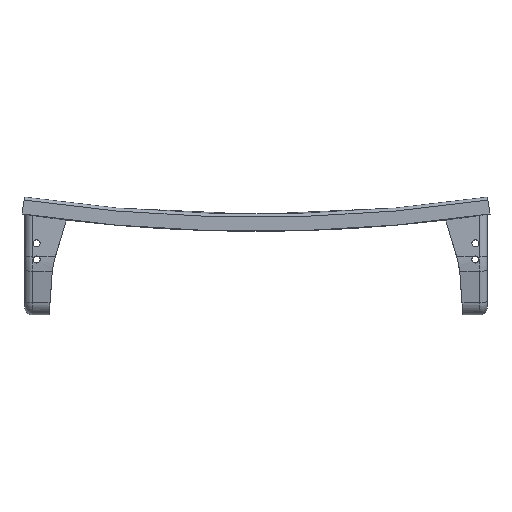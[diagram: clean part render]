
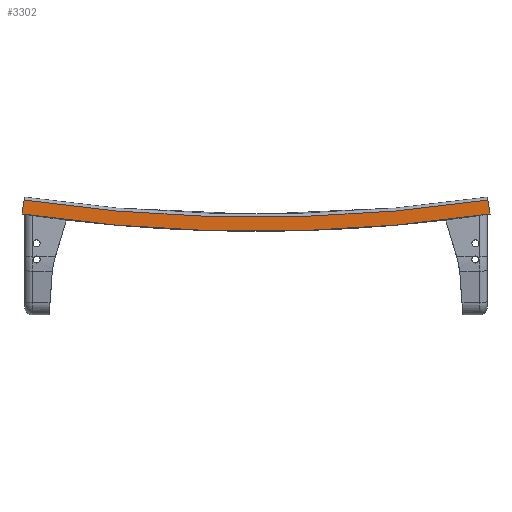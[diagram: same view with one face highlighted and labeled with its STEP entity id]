
A CAD part, top view. The second image highlights one B-rep face of the part: STEP entity #3302.
In plain terms, the highlighted planar face has unit normal (0, 0, 1).
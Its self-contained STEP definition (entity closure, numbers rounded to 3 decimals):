
#369 = EDGE_CURVE ( 'NONE', #3743, #3047, #1772, .T. ) ;
#509 = EDGE_LOOP ( 'NONE', ( #3757, #5468, #7716, #5963 ) ) ;
#735 = EDGE_CURVE ( 'NONE', #7779, #8518, #7276, .T. ) ;
#867 = CIRCLE ( 'NONE', #8090, 1567.382 ) ;
#1259 = CARTESIAN_POINT ( 'NONE',  ( 232.499, 0.185, 31.5 ) ) ;
#1390 = DIRECTION ( 'NONE',  ( 0., 0., -1. ) ) ;
#1550 = CARTESIAN_POINT ( 'NONE',  ( 0., 1564.382, 31.5 ) ) ;
#1555 = AXIS2_PLACEMENT_3D ( 'NONE', #5222, #1390, #7872 ) ;
#1772 = LINE ( 'NONE', #1811, #7665 ) ;
#1811 = CARTESIAN_POINT ( 'NONE',  ( -232.499, 0.185, 31.5 ) ) ;
#1989 = CARTESIAN_POINT ( 'NONE',  ( -230.441, 14.033, 31.5 ) ) ;
#2010 = CARTESIAN_POINT ( 'NONE',  ( -232.499, 0.185, 31.5 ) ) ;
#2227 = EDGE_CURVE ( 'NONE', #7779, #3743, #867, .T. ) ;
#3047 = VERTEX_POINT ( 'NONE', #2010 ) ;
#3295 = AXIS2_PLACEMENT_3D ( 'NONE', #7221, #6481, #4563 ) ;
#3302 = ADVANCED_FACE ( 'NONE', ( #3908 ), #8537, .F. ) ;
#3743 = VERTEX_POINT ( 'NONE', #1989 ) ;
#3757 = ORIENTED_EDGE ( 'NONE', *, *, #369, .T. ) ;
#3908 = FACE_OUTER_BOUND ( 'NONE', #509, .T. ) ;
#4424 = DIRECTION ( 'NONE',  ( -0.147, -0.989, 0. ) ) ;
#4563 = DIRECTION ( 'NONE',  ( 0.147, -0.989, 0. ) ) ;
#4965 = CARTESIAN_POINT ( 'NONE',  ( 230.441, 14.033, 31.5 ) ) ;
#5222 = CARTESIAN_POINT ( 'NONE',  ( 232.499, 0.185, 31.5 ) ) ;
#5468 = ORIENTED_EDGE ( 'NONE', *, *, #8516, .F. ) ;
#5963 = ORIENTED_EDGE ( 'NONE', *, *, #2227, .T. ) ;
#6481 = DIRECTION ( 'NONE',  ( 0., 0., -1. ) ) ;
#7057 = CIRCLE ( 'NONE', #3295, 1581.382 ) ;
#7117 = VECTOR ( 'NONE', #7967, 1000. ) ;
#7221 = CARTESIAN_POINT ( 'NONE',  ( 0., 1564.382, 31.5 ) ) ;
#7276 = LINE ( 'NONE', #7316, #7117 ) ;
#7316 = CARTESIAN_POINT ( 'NONE',  ( 232.499, 0.185, 31.5 ) ) ;
#7377 = DIRECTION ( 'NONE',  ( 0., 0., -1. ) ) ;
#7665 = VECTOR ( 'NONE', #4424, 1000. ) ;
#7716 = ORIENTED_EDGE ( 'NONE', *, *, #735, .F. ) ;
#7779 = VERTEX_POINT ( 'NONE', #4965 ) ;
#7872 = DIRECTION ( 'NONE',  ( -1., 0., 0. ) ) ;
#7967 = DIRECTION ( 'NONE',  ( 0.147, -0.989, 0. ) ) ;
#8090 = AXIS2_PLACEMENT_3D ( 'NONE', #1550, #7377, #8170 ) ;
#8170 = DIRECTION ( 'NONE',  ( 0.147, -0.989, 0. ) ) ;
#8516 = EDGE_CURVE ( 'NONE', #8518, #3047, #7057, .T. ) ;
#8518 = VERTEX_POINT ( 'NONE', #1259 ) ;
#8537 = PLANE ( 'NONE',  #1555 ) ;
